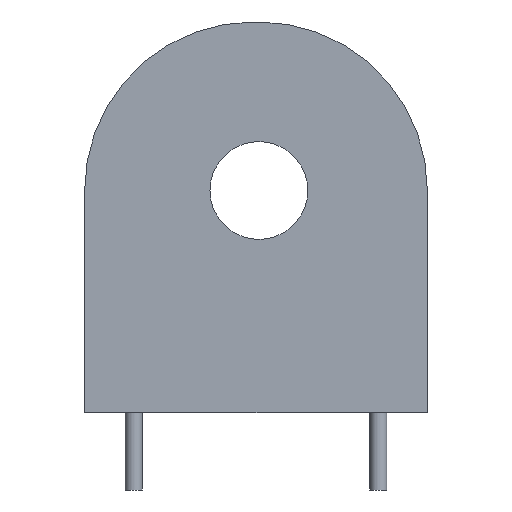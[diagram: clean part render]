
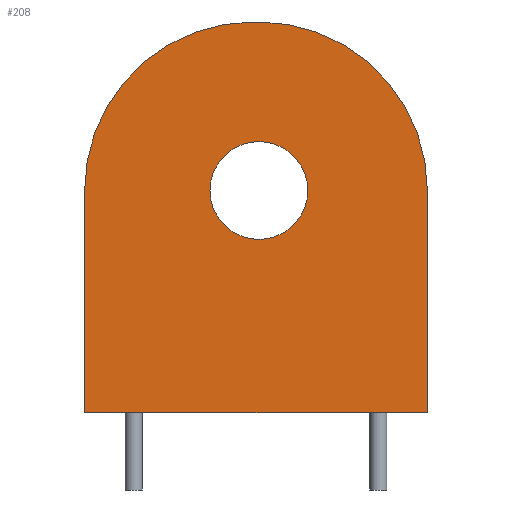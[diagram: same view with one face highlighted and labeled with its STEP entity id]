
A CAD part, front view. The second image highlights one B-rep face of the part: STEP entity #208.
In plain terms, the highlighted planar face has unit normal (0, -1, 0).
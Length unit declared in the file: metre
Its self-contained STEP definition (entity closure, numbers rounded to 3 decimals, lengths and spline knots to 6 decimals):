
#28=CIRCLE('',#234,0.00875);
#30=CIRCLE('',#238,0.00875);
#31=CIRCLE('',#240,0.00254);
#63=ORIENTED_EDGE('',*,*,#85,.F.);
#64=ORIENTED_EDGE('',*,*,#91,.T.);
#65=ORIENTED_EDGE('',*,*,#94,.T.);
#66=ORIENTED_EDGE('',*,*,#97,.T.);
#67=ORIENTED_EDGE('',*,*,#100,.F.);
#68=ORIENTED_EDGE('',*,*,#102,.T.);
#69=ORIENTED_EDGE('',*,*,#103,.F.);
#85=EDGE_CURVE('',#109,#110,#127,.T.);
#91=EDGE_CURVE('',#109,#114,#131,.T.);
#94=EDGE_CURVE('',#114,#116,#134,.T.);
#97=EDGE_CURVE('',#116,#118,#28,.T.);
#100=EDGE_CURVE('',#120,#118,#138,.T.);
#102=EDGE_CURVE('',#120,#110,#30,.T.);
#103=EDGE_CURVE('',#121,#121,#31,.T.);
#109=VERTEX_POINT('',#318);
#110=VERTEX_POINT('',#320);
#114=VERTEX_POINT('',#330);
#116=VERTEX_POINT('',#336);
#118=VERTEX_POINT('',#342);
#120=VERTEX_POINT('',#348);
#121=VERTEX_POINT('',#355);
#127=LINE('',#319,#141);
#131=LINE('',#331,#145);
#134=LINE('',#337,#148);
#138=LINE('',#349,#152);
#141=VECTOR('',#256,1.);
#145=VECTOR('',#266,1.);
#148=VECTOR('',#271,1.);
#152=VECTOR('',#283,1.);
#163=EDGE_LOOP('',(#63,#64,#65,#66,#67,#68));
#164=EDGE_LOOP('',(#69));
#183=FACE_BOUND('',#163,.T.);
#184=FACE_BOUND('',#164,.T.);
#197=PLANE('',#242);
#208=ADVANCED_FACE('',(#183,#184),#197,.T.);
#234=AXIS2_PLACEMENT_3D('',#343,#277,#278);
#238=AXIS2_PLACEMENT_3D('',#352,#288,#289);
#240=AXIS2_PLACEMENT_3D('',#354,#292,#293);
#242=AXIS2_PLACEMENT_3D('',#358,#296,#297);
#256=DIRECTION('',(0.,0.,1.));
#266=DIRECTION('',(1.,0.,0.));
#271=DIRECTION('',(0.,0.,1.));
#277=DIRECTION('',(0.,-1.,0.));
#278=DIRECTION('',(0.,0.,-1.));
#283=DIRECTION('',(1.,0.,0.));
#288=DIRECTION('',(0.,-1.,0.));
#289=DIRECTION('',(0.,0.,-1.));
#292=DIRECTION('',(0.,-1.,0.));
#293=DIRECTION('',(0.,0.,-1.));
#296=DIRECTION('',(0.,-1.,0.));
#297=DIRECTION('',(1.,0.,0.));
#318=CARTESIAN_POINT('',(-0.0089,-0.0047,0.));
#319=CARTESIAN_POINT('',(-0.0089,-0.0047,0.005775));
#320=CARTESIAN_POINT('',(-0.0089,-0.0047,0.01155));
#330=CARTESIAN_POINT('',(0.0089,-0.0047,0.));
#331=CARTESIAN_POINT('',(0.,-0.0047,0.));
#336=CARTESIAN_POINT('',(0.0089,-0.0047,0.01155));
#337=CARTESIAN_POINT('',(0.0089,-0.0047,0.005775));
#342=CARTESIAN_POINT('',(0.00015,-0.0047,0.0203));
#343=CARTESIAN_POINT('',(0.00015,-0.0047,0.01155));
#348=CARTESIAN_POINT('',(-0.00015,-0.0047,0.0203));
#349=CARTESIAN_POINT('',(0.,-0.0047,0.0203));
#352=CARTESIAN_POINT('',(-0.00015,-0.0047,0.01155));
#354=CARTESIAN_POINT('',(0.00015,-0.0047,0.01155));
#355=CARTESIAN_POINT('',(0.00015,-0.0047,0.00901));
#358=CARTESIAN_POINT('',(0.,-0.0047,0.01015));
